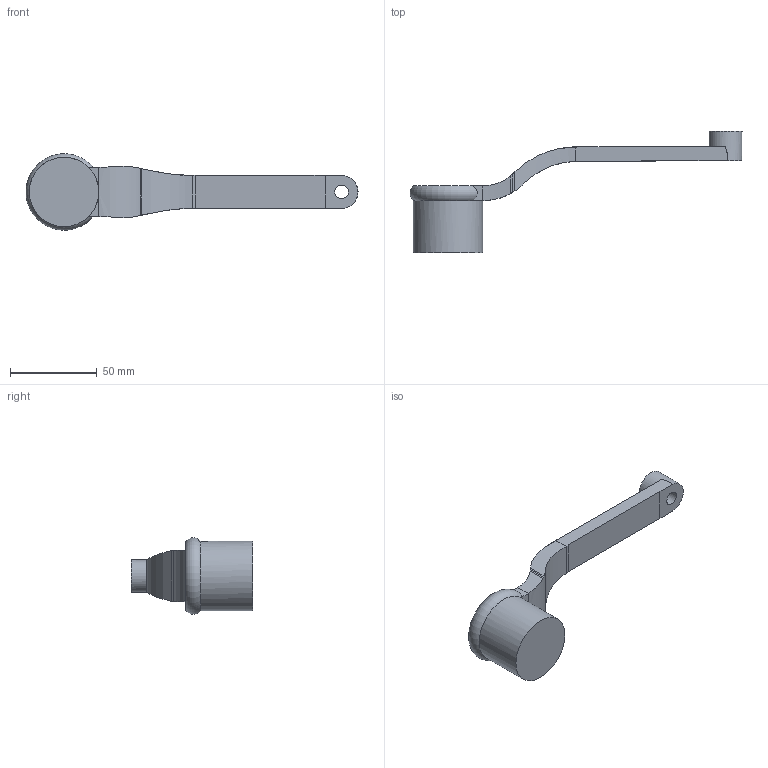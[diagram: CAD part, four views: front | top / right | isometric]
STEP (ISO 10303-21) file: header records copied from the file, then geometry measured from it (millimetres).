
FILE_DESCRIPTION(/* description */ (''),/* implementation_level */ '2;1');
FILE_NAME(/* name */ 'OA_160_N.dxf',/* time_stamp */ '2012-11-23T16:34:29+08:00',/* author */ (''),/* organization */ (''),/* preprocessor_version */ 'ST-DEVELOPER v9',/* originating_system */ 'UGS - NX 4.0',/* authorisation */ '');
FILE_SCHEMA (('CONFIG_CONTROL_DESIGN'));
Length unit declared in the file: millimetre
Products named in the file (1): Admi2DACxmh9
Bounding box: 191.45 x 70 x 44 mm (x, y, z)
Volume: 79047.6 mm3; surface area: 17577.5 mm2
Topology: 1 solids, 1 shells, 40 faces, 101 edges, 63 vertices
Faces by surface type: plane 16, cylinder 14, extrusion 9, torus 1
Full cylindrical faces by diameter (mm): 8 x1, 19 x1, 40 x1
Entity records: 1429 total; most frequent: CARTESIAN_POINT 465, ORIENTED_EDGE 196, DIRECTION 145, EDGE_CURVE 98, VERTEX_POINT 64, B_SPLINE_CURVE_WITH_KNOTS 54, AXIS2_PLACEMENT_3D 52, EDGE_LOOP 46
